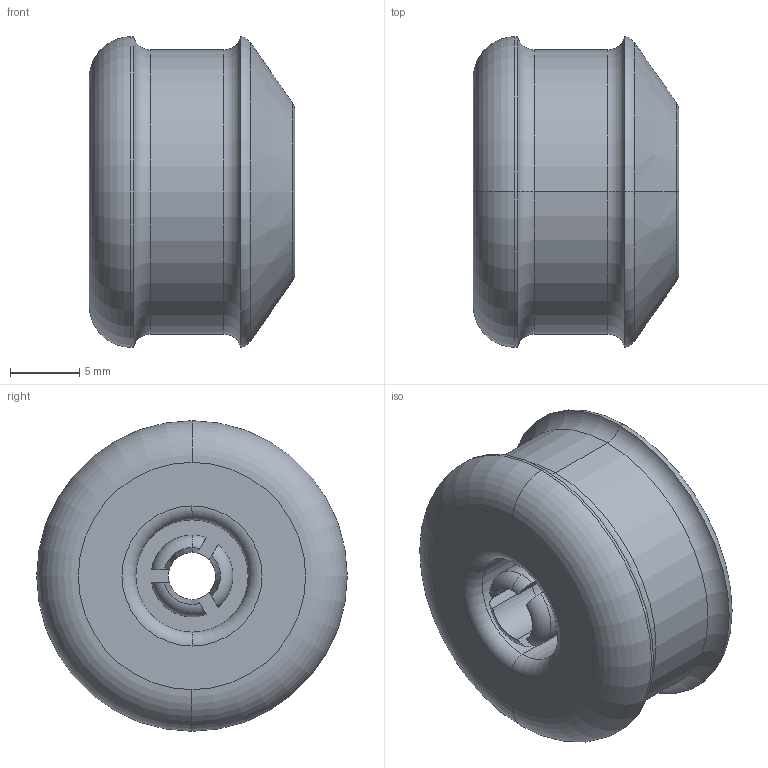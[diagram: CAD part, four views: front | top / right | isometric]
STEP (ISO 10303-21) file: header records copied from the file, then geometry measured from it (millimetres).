
FILE_DESCRIPTION (( 'STEP AP214' ), '1' );
FILE_NAME ('cap.STEP', '2023-07-17T12:29:41', ( '' ), ( '' ), 'SwSTEP 2.0', 'SolidWorks 2022', '' );
FILE_SCHEMA (( 'AUTOMOTIVE_DESIGN' ));
Length unit declared in the file: millimetre
Products named in the file (1): cap
Bounding box: 14.83 x 22.4 x 22.4 mm (x, y, z)
Volume: 4235.9 mm3; surface area: 2201.2 mm2
Topology: 1 solids, 1 shells, 49 faces, 117 edges, 71 vertices
Faces by surface type: torus 16, cylinder 16, plane 9, cone 8
Entity records: 1505 total; most frequent: CARTESIAN_POINT 300, DIRECTION 271, ORIENTED_EDGE 234, EDGE_CURVE 117, AXIS2_PLACEMENT_3D 116, VERTEX_POINT 71, CIRCLE 66, EDGE_LOOP 52
